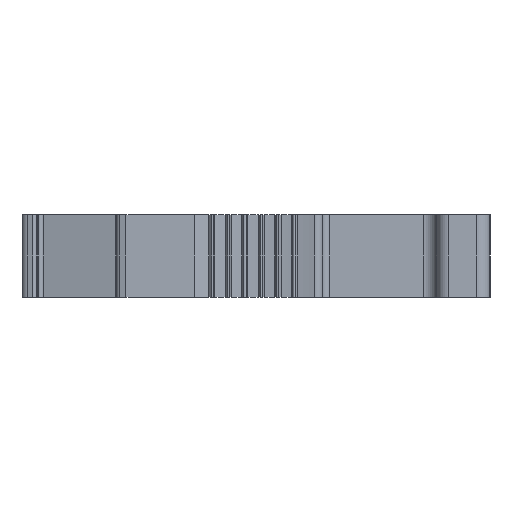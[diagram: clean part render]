
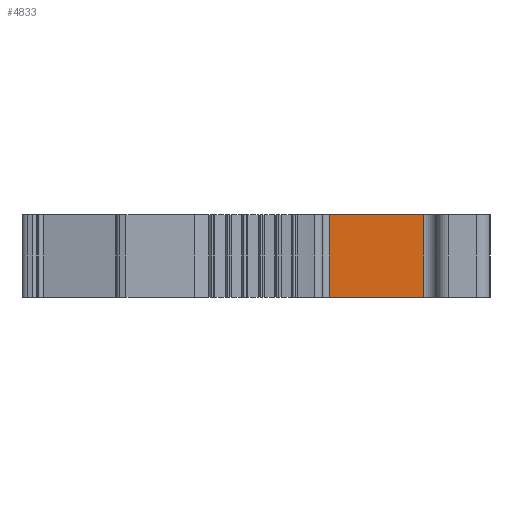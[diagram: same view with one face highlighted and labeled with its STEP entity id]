
A CAD part, left-side view. The second image highlights one B-rep face of the part: STEP entity #4833.
In plain terms, the highlighted planar face has unit normal (-1, 0, 0).
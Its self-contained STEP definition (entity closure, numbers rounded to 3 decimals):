
#182=DIRECTION('',(0.,-1.,0.));
#183=VECTOR('',#182,7.1);
#184=CARTESIAN_POINT('',(-39.389,0.1,0.));
#185=LINE('',#184,#183);
#1231=DIRECTION('',(0.,-1.,0.));
#1232=VECTOR('',#1231,7.1);
#1233=CARTESIAN_POINT('',(-39.389,0.1,6.2));
#1234=LINE('',#1233,#1232);
#1913=DIRECTION('',(0.,0.,1.));
#1914=VECTOR('',#1913,6.2);
#1915=CARTESIAN_POINT('',(-39.389,0.1,0.));
#1916=LINE('',#1915,#1914);
#1917=DIRECTION('',(0.,0.,1.));
#1918=VECTOR('',#1917,6.2);
#1919=CARTESIAN_POINT('',(-39.389,-7.,0.));
#1920=LINE('',#1919,#1918);
#2733=CARTESIAN_POINT('',(-39.389,0.1,0.));
#2734=VERTEX_POINT('',#2733);
#2735=CARTESIAN_POINT('',(-39.389,-7.,0.));
#2736=VERTEX_POINT('',#2735);
#2805=CARTESIAN_POINT('',(-39.389,0.1,6.2));
#2806=VERTEX_POINT('',#2805);
#2807=CARTESIAN_POINT('',(-39.389,-7.,6.2));
#2808=VERTEX_POINT('',#2807);
#4821=CARTESIAN_POINT('',(-39.389,0.1,0.));
#4822=DIRECTION('',(-1.,0.,0.));
#4823=DIRECTION('',(0.,-1.,0.));
#4824=AXIS2_PLACEMENT_3D('',#4821,#4822,#4823);
#4825=PLANE('',#4824);
#4826=ORIENTED_EDGE('',*,*,#3084,.F.);
#4827=ORIENTED_EDGE('',*,*,#4816,.T.);
#4828=ORIENTED_EDGE('',*,*,#3670,.T.);
#4830=ORIENTED_EDGE('',*,*,#4829,.F.);
#4831=EDGE_LOOP('',(#4826,#4827,#4828,#4830));
#4832=FACE_OUTER_BOUND('',#4831,.F.);
#4833=ADVANCED_FACE('',(#4832),#4825,.T.);
#3084=EDGE_CURVE('',#2734,#2736,#185,.T.);
#3670=EDGE_CURVE('',#2806,#2808,#1234,.T.);
#4816=EDGE_CURVE('',#2734,#2806,#1916,.T.);
#4829=EDGE_CURVE('',#2736,#2808,#1920,.T.);
